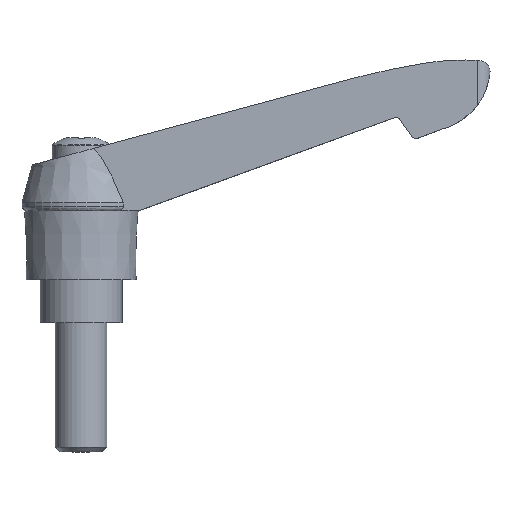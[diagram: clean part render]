
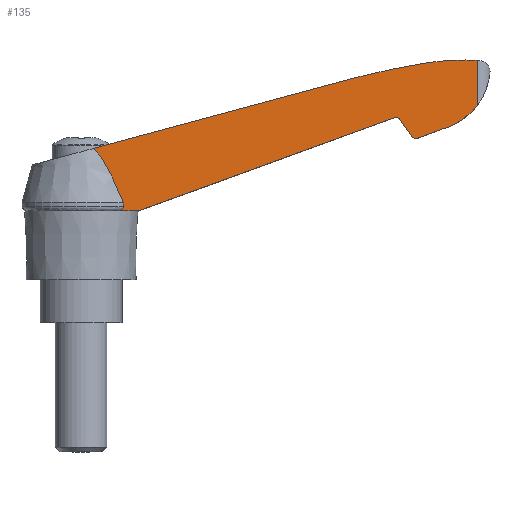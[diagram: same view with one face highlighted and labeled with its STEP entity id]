
A CAD part, top view. The second image highlights one B-rep face of the part: STEP entity #135.
In plain terms, the highlighted planar face has unit normal (0.037, 0, 0.999).
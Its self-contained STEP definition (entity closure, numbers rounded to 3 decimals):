
#135 = ADVANCED_FACE( '', ( #333 ), #334, .F. );
#333 = FACE_OUTER_BOUND( '', #597, .T. );
#334 = PLANE( '', #598 );
#597 = EDGE_LOOP( '', ( #937, #938, #939, #940, #941, #942, #943, #944, #945, #946, #947, #948, #949, #950, #951 ) );
#598 = AXIS2_PLACEMENT_3D( '', #952, #953, #954 );
#937 = ORIENTED_EDGE( '', *, *, #1614, .F. );
#938 = ORIENTED_EDGE( '', *, *, #1669, .T. );
#939 = ORIENTED_EDGE( '', *, *, #1670, .F. );
#940 = ORIENTED_EDGE( '', *, *, #1671, .F. );
#941 = ORIENTED_EDGE( '', *, *, #1672, .T. );
#942 = ORIENTED_EDGE( '', *, *, #1673, .F. );
#943 = ORIENTED_EDGE( '', *, *, #1674, .F. );
#944 = ORIENTED_EDGE( '', *, *, #1675, .F. );
#945 = ORIENTED_EDGE( '', *, *, #1676, .F. );
#946 = ORIENTED_EDGE( '', *, *, #1677, .F. );
#947 = ORIENTED_EDGE( '', *, *, #1678, .F. );
#948 = ORIENTED_EDGE( '', *, *, #1679, .F. );
#949 = ORIENTED_EDGE( '', *, *, #1680, .F. );
#950 = ORIENTED_EDGE( '', *, *, #1681, .F. );
#951 = ORIENTED_EDGE( '', *, *, #1682, .F. );
#952 = CARTESIAN_POINT( '', ( 0., 66., 10.001 ) );
#953 = DIRECTION( '', ( -0.037, 0., -0.999 ) );
#954 = DIRECTION( '', ( -0.999, 0., 0.037 ) );
#1614 = EDGE_CURVE( '', #1938, #1940, #1941, .T. );
#1669 = EDGE_CURVE( '', #1938, #2036, #2037, .T. );
#1670 = EDGE_CURVE( '', #2038, #2036, #2039, .T. );
#1671 = EDGE_CURVE( '', #2040, #2038, #2041, .T. );
#1672 = EDGE_CURVE( '', #2040, #2042, #2043, .T. );
#1673 = EDGE_CURVE( '', #2044, #2042, #2045, .T. );
#1674 = EDGE_CURVE( '', #2046, #2044, #2047, .T. );
#1675 = EDGE_CURVE( '', #2048, #2046, #2049, .T. );
#1676 = EDGE_CURVE( '', #2050, #2048, #2051, .T. );
#1677 = EDGE_CURVE( '', #2052, #2050, #2053, .T. );
#1678 = EDGE_CURVE( '', #2054, #2052, #2055, .T. );
#1679 = EDGE_CURVE( '', #2056, #2054, #2057, .T. );
#1680 = EDGE_CURVE( '', #2058, #2056, #2059, .T. );
#1681 = EDGE_CURVE( '', #2060, #2058, #2061, .T. );
#1682 = EDGE_CURVE( '', #1940, #2060, #2062, .T. );
#1938 = VERTEX_POINT( '', #2408 );
#1940 = VERTEX_POINT( '', #2410 );
#1941 = LINE( '', #2411, #2412 );
#2036 = VERTEX_POINT( '', #2534 );
#2037 = B_SPLINE_CURVE_WITH_KNOTS( '', 3, ( #2535, #2536, #2537, #2538, #2539, #2540, #2541, #2542, #2543, #2544 ), .UNSPECIFIED., .F., .F., ( 4, 2, 2, 2, 4 ), ( 0., 0., 0.001, 0.001, 0.001 ), .UNSPECIFIED. );
#2038 = VERTEX_POINT( '', #2545 );
#2039 = LINE( '', #2546, #2547 );
#2040 = VERTEX_POINT( '', #2548 );
#2041 = LINE( '', #2549, #2550 );
#2042 = VERTEX_POINT( '', #2551 );
#2043 = ELLIPSE( '', #2552, 1.001, 1. );
#2044 = VERTEX_POINT( '', #2553 );
#2045 = LINE( '', #2554, #2555 );
#2046 = VERTEX_POINT( '', #2556 );
#2047 = ELLIPSE( '', #2557, 1.401, 1.4 );
#2048 = VERTEX_POINT( '', #2558 );
#2049 = LINE( '', #2559, #2560 );
#2050 = VERTEX_POINT( '', #2561 );
#2051 = ELLIPSE( '', #2562, 15.01, 15. );
#2052 = VERTEX_POINT( '', #2563 );
#2053 = LINE( '', #2564, #2565 );
#2054 = VERTEX_POINT( '', #2566 );
#2055 = ELLIPSE( '', #2567, 53.036, 53. );
#2056 = VERTEX_POINT( '', #2568 );
#2057 = ELLIPSE( '', #2569, 50.034, 50. );
#2058 = VERTEX_POINT( '', #2570 );
#2059 = ELLIPSE( '', #2571, 198.134, 198. );
#2060 = VERTEX_POINT( '', #2572 );
#2061 = LINE( '', #2573, #2574 );
#2062 = B_SPLINE_CURVE_WITH_KNOTS( '', 3, ( #2575, #2576, #2577, #2578, #2579, #2580, #2581, #2582, #2583, #2584, #2585, #2586 ), .UNSPECIFIED., .F., .F., ( 4, 2, 2, 2, 2, 4 ), ( 0., 0.004, 0.007, 0.011, 0.013, 0.015 ), .UNSPECIFIED. );
#2408 = CARTESIAN_POINT( '', ( 9.805, 27.006, 9.64 ) );
#2410 = CARTESIAN_POINT( '', ( 9.805, 27.9, 9.64 ) );
#2411 = CARTESIAN_POINT( '', ( 9.805, 78.207, 9.64 ) );
#2412 = VECTOR( '', #3119, 1000. );
#2534 = CARTESIAN_POINT( '', ( 8.937, 26., 9.672 ) );
#2535 = CARTESIAN_POINT( '', ( 9.805, 27.006, 9.64 ) );
#2536 = CARTESIAN_POINT( '', ( 9.784, 26.892, 9.641 ) );
#2537 = CARTESIAN_POINT( '', ( 9.745, 26.785, 9.642 ) );
#2538 = CARTESIAN_POINT( '', ( 9.637, 26.582, 9.646 ) );
#2539 = CARTESIAN_POINT( '', ( 9.569, 26.488, 9.649 ) );
#2540 = CARTESIAN_POINT( '', ( 9.414, 26.319, 9.654 ) );
#2541 = CARTESIAN_POINT( '', ( 9.326, 26.243, 9.658 ) );
#2542 = CARTESIAN_POINT( '', ( 9.14, 26.109, 9.664 ) );
#2543 = CARTESIAN_POINT( '', ( 9.041, 26.051, 9.668 ) );
#2544 = CARTESIAN_POINT( '', ( 8.937, 26., 9.672 ) );
#2545 = CARTESIAN_POINT( '', ( 13.3, 26., 9.511 ) );
#2546 = CARTESIAN_POINT( '', ( -0.138, 26., 10.006 ) );
#2547 = VECTOR( '', #3198, 1000. );
#2548 = CARTESIAN_POINT( '', ( 72.844, 47.672, 7.317 ) );
#2549 = CARTESIAN_POINT( '', ( 13.162, 25.95, 9.516 ) );
#2550 = VECTOR( '', #3199, 1000. );
#2551 = CARTESIAN_POINT( '', ( 74.005, 47.306, 7.274 ) );
#2552 = AXIS2_PLACEMENT_3D( '', #3200, #3201, #3202 );
#2553 = CARTESIAN_POINT( '', ( 76.684, 43.48, 7.175 ) );
#2554 = CARTESIAN_POINT( '', ( 73.926, 47.418, 7.277 ) );
#2555 = VECTOR( '', #3203, 1000. );
#2556 = CARTESIAN_POINT( '', ( 78.31, 42.967, 7.115 ) );
#2557 = AXIS2_PLACEMENT_3D( '', #3204, #3205, #3206 );
#2558 = CARTESIAN_POINT( '', ( 85.5, 45.584, 6.85 ) );
#2559 = CARTESIAN_POINT( '', ( 78.094, 42.889, 7.123 ) );
#2560 = VECTOR( '', #3207, 1000. );
#2561 = CARTESIAN_POINT( '', ( 92.014, 50.509, 6.61 ) );
#2562 = AXIS2_PLACEMENT_3D( '', #3208, #3209, #3210 );
#2563 = CARTESIAN_POINT( '', ( 92.014, 61.014, 6.61 ) );
#2564 = CARTESIAN_POINT( '', ( 92.014, 66., 6.61 ) );
#2565 = VECTOR( '', #3211, 1000. );
#2566 = CARTESIAN_POINT( '', ( 86.8, 61., 6.802 ) );
#2567 = AXIS2_PLACEMENT_3D( '', #3212, #3213, #3214 );
#2568 = CARTESIAN_POINT( '', ( 81., 60.5, 7.016 ) );
#2569 = AXIS2_PLACEMENT_3D( '', #3215, #3216, #3217 );
#2570 = CARTESIAN_POINT( '', ( 64.3, 57.1, 7.631 ) );
#2571 = AXIS2_PLACEMENT_3D( '', #3218, #3219, #3220 );
#2572 = CARTESIAN_POINT( '', ( 2.857, 40.522, 9.896 ) );
#2573 = CARTESIAN_POINT( '', ( 64.09, 57.044, 7.639 ) );
#2574 = VECTOR( '', #3221, 1000. );
#2575 = CARTESIAN_POINT( '', ( 9.805, 27.9, 9.64 ) );
#2576 = CARTESIAN_POINT( '', ( 9.358, 29.024, 9.656 ) );
#2577 = CARTESIAN_POINT( '', ( 8.897, 30.142, 9.673 ) );
#2578 = CARTESIAN_POINT( '', ( 7.932, 32.359, 9.709 ) );
#2579 = CARTESIAN_POINT( '', ( 7.427, 33.459, 9.727 ) );
#2580 = CARTESIAN_POINT( '', ( 6.346, 35.622, 9.767 ) );
#2581 = CARTESIAN_POINT( '', ( 5.77, 36.689, 9.789 ) );
#2582 = CARTESIAN_POINT( '', ( 4.799, 38.218, 9.824 ) );
#2583 = CARTESIAN_POINT( '', ( 4.457, 38.716, 9.837 ) );
#2584 = CARTESIAN_POINT( '', ( 3.71, 39.669, 9.865 ) );
#2585 = CARTESIAN_POINT( '', ( 3.309, 40.121, 9.879 ) );
#2586 = CARTESIAN_POINT( '', ( 2.857, 40.522, 9.896 ) );
#3119 = DIRECTION( '', ( 0., 1., 0. ) );
#3198 = DIRECTION( '', ( -0.999, 0., 0.037 ) );
#3199 = DIRECTION( '', ( -0.939, -0.342, 0.035 ) );
#3200 = CARTESIAN_POINT( '', ( 73.186, 46.732, 7.304 ) );
#3201 = DIRECTION( '', ( -0.037, 0., -0.999 ) );
#3202 = DIRECTION( '', ( 0.999, 0., -0.037 ) );
#3203 = DIRECTION( '', ( -0.573, 0.819, 0.021 ) );
#3204 = CARTESIAN_POINT( '', ( 77.831, 44.283, 7.133 ) );
#3205 = DIRECTION( '', ( -0.037, 0., -0.999 ) );
#3206 = DIRECTION( '', ( 0.999, 0., -0.037 ) );
#3207 = DIRECTION( '', ( -0.939, -0.342, 0.035 ) );
#3208 = CARTESIAN_POINT( '', ( 80.053, 59.56, 7.051 ) );
#3209 = DIRECTION( '', ( -0.037, 0., -0.999 ) );
#3210 = DIRECTION( '', ( 0.999, 0., -0.037 ) );
#3211 = DIRECTION( '', ( 0., -1., 0. ) );
#3212 = CARTESIAN_POINT( '', ( 89.547, 8.071, 6.701 ) );
#3213 = DIRECTION( '', ( -0.037, 0., -0.999 ) );
#3214 = DIRECTION( '', ( 0.999, 0., -0.037 ) );
#3215 = CARTESIAN_POINT( '', ( 88.187, 11.019, 6.751 ) );
#3216 = DIRECTION( '', ( -0.037, 0., -0.999 ) );
#3217 = DIRECTION( '', ( 0.999, 0., -0.037 ) );
#3218 = CARTESIAN_POINT( '', ( 112.109, -135.041, 5.869 ) );
#3219 = DIRECTION( '', ( -0.037, 0., -0.999 ) );
#3220 = DIRECTION( '', ( 0.999, 0., -0.037 ) );
#3221 = DIRECTION( '', ( 0.965, 0.26, -0.036 ) );
